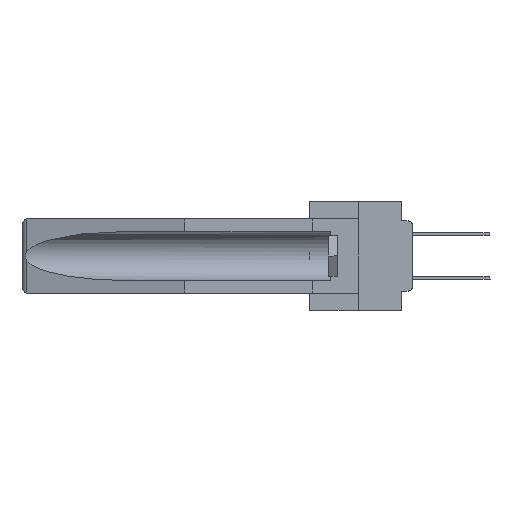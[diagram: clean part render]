
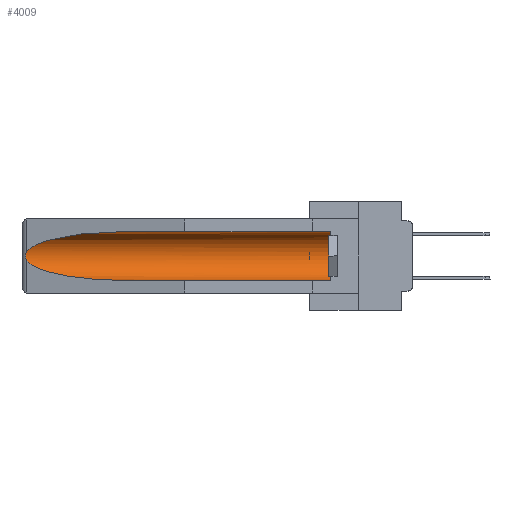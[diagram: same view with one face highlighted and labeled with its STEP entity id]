
A CAD part, left-side view. The second image highlights one B-rep face of the part: STEP entity #4009.
In plain terms, the highlighted cylindrical face has radius 2.857 mm (diameter 5.715 mm), a partial arc.
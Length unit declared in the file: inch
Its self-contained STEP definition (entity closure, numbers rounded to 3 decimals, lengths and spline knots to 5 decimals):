
#1065 = EDGE_CURVE ( 'NONE', #7833, #21541, #40321, .T. ) ;
#1481 = EDGE_LOOP ( 'NONE', ( #30750, #14495, #1702, #37216, #11430, #17623 ) ) ;
#1702 = ORIENTED_EDGE ( 'NONE', *, *, #37460, .T. ) ;
#3315 = VECTOR ( 'NONE', #13373, 39.37008 ) ;
#3686 = CARTESIAN_POINT ( 'NONE',  ( 0.26537, 1.52718, -0.19328 ) ) ;
#3907 = VERTEX_POINT ( 'NONE', #17144 ) ;
#4009 = ADVANCED_FACE ( 'NONE', ( #36117 ), #6709, .F. ) ;
#4661 = CARTESIAN_POINT ( 'NONE',  ( 0.155, 1.07973, -0.284 ) ) ;
#5283 = CARTESIAN_POINT ( 'NONE',  ( 0.26537, 1.52718, -0.14972 ) ) ;
#6078 = EDGE_CURVE ( 'NONE', #23363, #3907, #16219, .T. ) ;
#6709 = CYLINDRICAL_SURFACE ( 'NONE', #17634, 0.1125 ) ;
#6877 = CARTESIAN_POINT ( 'NONE',  ( 0.25451, 1.48313, -0.24835 ) ) ;
#7833 = VERTEX_POINT ( 'NONE', #23440 ) ;
#8144 = CARTESIAN_POINT ( 'NONE',  ( 0.25451, 1.48313, -0.09465 ) ) ;
#8451 = CARTESIAN_POINT ( 'NONE',  ( 0.2675, 1.53308, -0.16763 ) ) ;
#9425 = DIRECTION ( 'NONE',  ( 0., -1., 0. ) ) ;
#10587 = AXIS2_PLACEMENT_3D ( 'NONE', #35173, #9425, #21958 ) ;
#11430 = ORIENTED_EDGE ( 'NONE', *, *, #1065, .T. ) ;
#11894 = EDGE_CURVE ( 'NONE', #3907, #15123, #38950, .T. ) ;
#13373 = DIRECTION ( 'NONE',  ( 0., 1., 0. ) ) ;
#13971 = EDGE_CURVE ( 'NONE', #7833, #14255, #30560, .T. ) ;
#14255 = VERTEX_POINT ( 'NONE', #14868 ) ;
#14495 = ORIENTED_EDGE ( 'NONE', *, *, #11894, .T. ) ;
#14736 = CARTESIAN_POINT ( 'NONE',  ( 0.155, 1.07973, -0.059 ) ) ;
#14868 = CARTESIAN_POINT ( 'NONE',  ( 0.155, 1.07973, -0.284 ) ) ;
#15034 = CARTESIAN_POINT ( 'NONE',  ( 0.2673, 1.53269, -0.17917 ) ) ;
#15123 = VERTEX_POINT ( 'NONE', #15738 ) ;
#15738 = CARTESIAN_POINT ( 'NONE',  ( 0.26537, 1.52718, -0.19328 ) ) ;
#16219 =( BOUNDED_CURVE ( )  B_SPLINE_CURVE ( 3, ( #14736, #37282, #8144, #27596 ),
 .UNSPECIFIED., .F., .F. ) 
 B_SPLINE_CURVE_WITH_KNOTS ( ( 4, 4 ),
 ( 4.71239, 6.08839 ),
 .UNSPECIFIED. ) 
 CURVE ( )  GEOMETRIC_REPRESENTATION_ITEM ( )  RATIONAL_B_SPLINE_CURVE ( ( 1., 0.848, 0.848, 1. ) ) 
 REPRESENTATION_ITEM ( '' )  );
#16735 = LINE ( 'NONE', #29602, #3315 ) ;
#17144 = CARTESIAN_POINT ( 'NONE',  ( 0.26537, 1.52718, -0.14972 ) ) ;
#17431 = CARTESIAN_POINT ( 'NONE',  ( 0.26597, 1.5296, -0.19026 ) ) ;
#17623 = ORIENTED_EDGE ( 'NONE', *, *, #38058, .T. ) ;
#17634 = AXIS2_PLACEMENT_3D ( 'NONE', #24086, #20608, #33418 ) ;
#17787 = CARTESIAN_POINT ( 'NONE',  ( 0.2673, 1.5327, -0.16383 ) ) ;
#19135 = VECTOR ( 'NONE', #28288, 39.37008 ) ;
#20608 = DIRECTION ( 'NONE',  ( 0., 1., 0. ) ) ;
#21541 = VERTEX_POINT ( 'NONE', #38703 ) ;
#21958 = DIRECTION ( 'NONE',  ( 0., 0., 1. ) ) ;
#23363 = VERTEX_POINT ( 'NONE', #30305 ) ;
#23440 = CARTESIAN_POINT ( 'NONE',  ( 0.155, 0.126, -0.284 ) ) ;
#23507 = CARTESIAN_POINT ( 'NONE',  ( 0.26655, 1.53094, -0.18657 ) ) ;
#23738 = CARTESIAN_POINT ( 'NONE',  ( 0.2675, 1.53308, -0.17534 ) ) ;
#24086 = CARTESIAN_POINT ( 'NONE',  ( 0.155, -0.30754, -0.1715 ) ) ;
#27596 = CARTESIAN_POINT ( 'NONE',  ( 0.26537, 1.52718, -0.14972 ) ) ;
#28288 = DIRECTION ( 'NONE',  ( 0., 1., 0. ) ) ;
#29561 = CARTESIAN_POINT ( 'NONE',  ( 0.26537, 1.52718, -0.19328 ) ) ;
#29602 = CARTESIAN_POINT ( 'NONE',  ( 0.155, -0.30754, -0.059 ) ) ;
#29795 = CARTESIAN_POINT ( 'NONE',  ( 0.21114, 1.30732, -0.284 ) ) ;
#30305 = CARTESIAN_POINT ( 'NONE',  ( 0.155, 1.07973, -0.059 ) ) ;
#30560 = LINE ( 'NONE', #37424, #19135 ) ;
#30750 = ORIENTED_EDGE ( 'NONE', *, *, #6078, .T. ) ;
#33418 = DIRECTION ( 'NONE',  ( 0., 0., 1. ) ) ;
#33659 = CARTESIAN_POINT ( 'NONE',  ( 0.26654, 1.53092, -0.15636 ) ) ;
#35173 = CARTESIAN_POINT ( 'NONE',  ( 0.155, 0.126, -0.1715 ) ) ;
#36117 = FACE_OUTER_BOUND ( 'NONE', #1481, .T. ) ;
#37216 = ORIENTED_EDGE ( 'NONE', *, *, #13971, .F. ) ;
#37282 = CARTESIAN_POINT ( 'NONE',  ( 0.21114, 1.30732, -0.059 ) ) ;
#37314 = CARTESIAN_POINT ( 'NONE',  ( 0.26597, 1.52961, -0.15275 ) ) ;
#37424 = CARTESIAN_POINT ( 'NONE',  ( 0.155, -0.30754, -0.284 ) ) ;
#37460 = EDGE_CURVE ( 'NONE', #15123, #14255, #40270, .T. ) ;
#38058 = EDGE_CURVE ( 'NONE', #21541, #23363, #16735, .T. ) ;
#38703 = CARTESIAN_POINT ( 'NONE',  ( 0.155, 0.126, -0.059 ) ) ;
#38950 = B_SPLINE_CURVE_WITH_KNOTS ( 'NONE', 3,
 ( #5283, #37314, #33659, #17787, #8451, #23738, #15034, #23507, #17431, #29561 ),
 .UNSPECIFIED., .F., .F.,
 ( 4, 2, 2, 2, 4 ),
 ( 0., 0.00029, 0.00058, 0.00087, 0.00117 ),
 .UNSPECIFIED. ) ;
#40270 =( BOUNDED_CURVE ( )  B_SPLINE_CURVE ( 3, ( #3686, #6877, #29795, #4661 ),
 .UNSPECIFIED., .F., .F. ) 
 B_SPLINE_CURVE_WITH_KNOTS ( ( 4, 4 ),
 ( 0.1948, 1.5708 ),
 .UNSPECIFIED. ) 
 CURVE ( )  GEOMETRIC_REPRESENTATION_ITEM ( )  RATIONAL_B_SPLINE_CURVE ( ( 1., 0.848, 0.848, 1. ) ) 
 REPRESENTATION_ITEM ( '' )  );
#40321 = CIRCLE ( 'NONE', #10587, 0.1125 ) ;
